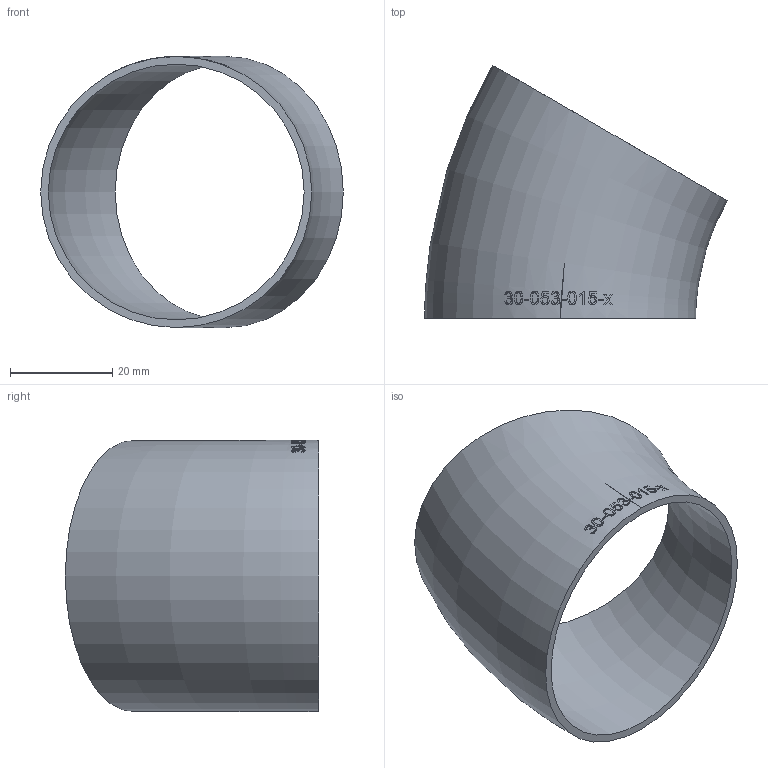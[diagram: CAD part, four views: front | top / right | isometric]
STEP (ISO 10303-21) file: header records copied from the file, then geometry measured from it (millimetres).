
FILE_DESCRIPTION (( 'STEP AP214' ), '1' );
FILE_NAME ('30-053-015-x Bogen 2004.STEP', '2020-04-21T10:38:54', ( '' ), ( '' ), 'SwSTEP 2.0', 'SolidWorks 2019', '' );
FILE_SCHEMA (( 'AUTOMOTIVE_DESIGN' ));
Length unit declared in the file: millimetre
Products named in the file (1): 30-053-015-x Bogen 2004
Bounding box: 59.16 x 49.5 x 53 mm (x, y, z)
Volume: 9212 mm3; surface area: 12772.9 mm2
Topology: 1 solids, 1 shells, 149 faces, 397 edges, 265 vertices
Faces by surface type: bspline 130, torus 17, plane 2
Entity records: 18201 total; most frequent: CARTESIAN_POINT 14055, ORIENTED_EDGE 788, EDGE_CURVE 394, B_SPLINE_CURVE_WITH_KNOTS 390, VERTEX_POINT 264, EDGE_LOOP 168, FACE_OUTER_BOUND 151, ADVANCED_FACE 149
